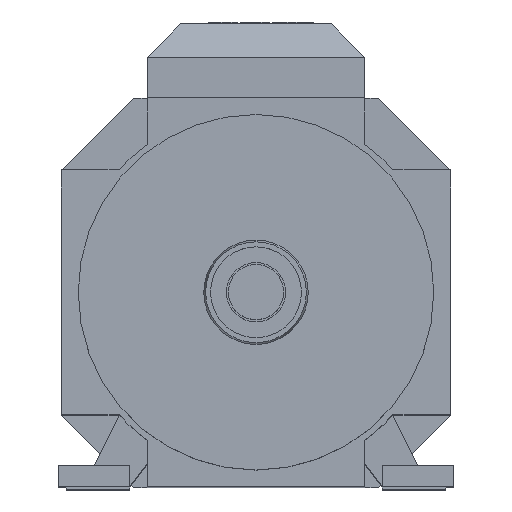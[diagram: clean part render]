
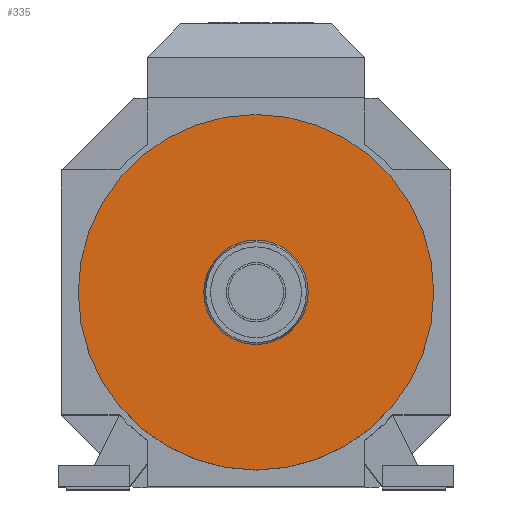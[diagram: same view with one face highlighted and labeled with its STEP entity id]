
A CAD part, top view. The second image highlights one B-rep face of the part: STEP entity #335.
In plain terms, the highlighted planar face has unit normal (0, 0, 1).
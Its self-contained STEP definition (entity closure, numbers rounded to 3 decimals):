
#72=FACE_BOUND('',#748,.T.);
#73=FACE_BOUND('',#749,.T.);
#129=PLANE('',#3902);
#335=ADVANCED_FACE('',(#72,#73),#129,.T.);
#748=EDGE_LOOP('',(#1184,#1185));
#749=EDGE_LOOP('',(#1186,#1187));
#959=CIRCLE('',#3830,26.438);
#974=CIRCLE('',#3853,90.);
#999=CIRCLE('',#3900,90.);
#1000=CIRCLE('',#3901,26.438);
#1184=ORIENTED_EDGE('',*,*,#2554,.F.);
#1185=ORIENTED_EDGE('',*,*,#2487,.F.);
#1186=ORIENTED_EDGE('',*,*,#2555,.T.);
#1187=ORIENTED_EDGE('',*,*,#2457,.T.);
#2106=VERTEX_POINT('',#5113);
#2109=VERTEX_POINT('',#5118);
#2139=VERTEX_POINT('',#5186);
#2140=VERTEX_POINT('',#5188);
#2457=EDGE_CURVE('',#2106,#2109,#959,.T.);
#2487=EDGE_CURVE('',#2139,#2140,#974,.T.);
#2554=EDGE_CURVE('',#2140,#2139,#999,.T.);
#2555=EDGE_CURVE('',#2109,#2106,#1000,.T.);
#3830=AXIS2_PLACEMENT_3D('',#5119,#4121,#4122);
#3853=AXIS2_PLACEMENT_3D('',#5187,#4182,#4183);
#3900=AXIS2_PLACEMENT_3D('',#5324,#4318,#4319);
#3901=AXIS2_PLACEMENT_3D('',#5325,#4320,#4321);
#3902=AXIS2_PLACEMENT_3D('',#5326,#4322,#4323);
#4121=DIRECTION('',(0.,0.,-1.));
#4122=DIRECTION('',(1.,0.,0.));
#4182=DIRECTION('',(0.,0.,-1.));
#4183=DIRECTION('',(-1.,0.,0.));
#4318=DIRECTION('',(0.,0.,-1.));
#4319=DIRECTION('',(-1.,0.,0.));
#4320=DIRECTION('',(0.,0.,-1.));
#4321=DIRECTION('',(1.,0.,0.));
#4322=DIRECTION('',(0.,0.,1.));
#4323=DIRECTION('',(-1.,0.,0.));
#5113=CARTESIAN_POINT('',(-26.438,0.,243.));
#5118=CARTESIAN_POINT('',(26.438,0.,243.));
#5119=CARTESIAN_POINT('',(0.,0.,
243.));
#5186=CARTESIAN_POINT('',(-90.,0.,243.));
#5187=CARTESIAN_POINT('',(0.,0.,243.));
#5188=CARTESIAN_POINT('',(90.,0.,243.));
#5324=CARTESIAN_POINT('',(0.,0.,243.));
#5325=CARTESIAN_POINT('',(0.,0.,
243.));
#5326=CARTESIAN_POINT('',(0.,0.,243.));
